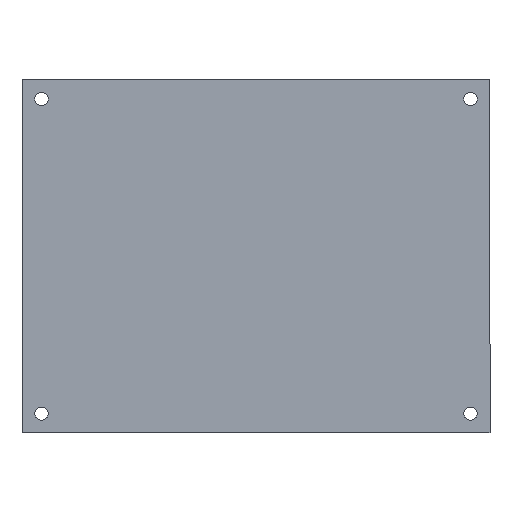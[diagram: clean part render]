
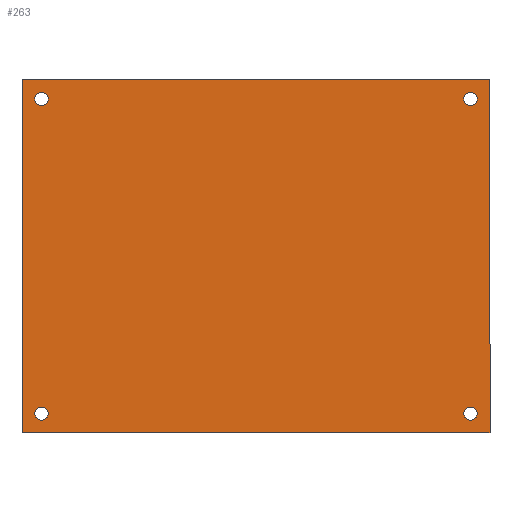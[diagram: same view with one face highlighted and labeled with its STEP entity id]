
A CAD part, top view. The second image highlights one B-rep face of the part: STEP entity #263.
In plain terms, the highlighted planar face has unit normal (0, 0, 1).
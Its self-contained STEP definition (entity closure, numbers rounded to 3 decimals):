
#6 = LINE ( 'NONE', #261, #314 ) ;
#8 = LINE ( 'NONE', #46, #89 ) ;
#12 = DIRECTION ( 'NONE',  ( 0., -1., 0. ) ) ;
#17 = AXIS2_PLACEMENT_3D ( 'NONE', #76, #71, #106 ) ;
#26 = AXIS2_PLACEMENT_3D ( 'NONE', #77, #70, #220 ) ;
#27 = CIRCLE ( 'NONE', #91, 1.7 ) ;
#28 = VERTEX_POINT ( 'NONE', #262 ) ;
#36 = ORIENTED_EDGE ( 'NONE', *, *, #482, .F. ) ;
#37 = CARTESIAN_POINT ( 'NONE',  ( 6.7, 85.544, 3. ) ) ;
#38 = DIRECTION ( 'NONE',  ( 0., 0., 1. ) ) ;
#42 = AXIS2_PLACEMENT_3D ( 'NONE', #74, #370, #47 ) ;
#44 = CARTESIAN_POINT ( 'NONE',  ( 120., 0., 3. ) ) ;
#46 = CARTESIAN_POINT ( 'NONE',  ( 0., 90.544, 3. ) ) ;
#47 = DIRECTION ( 'NONE',  ( 1., 0., 0. ) ) ;
#50 = FACE_BOUND ( 'NONE', #347, .T. ) ;
#59 = EDGE_CURVE ( 'NONE', #139, #390, #451, .T. ) ;
#60 = ORIENTED_EDGE ( 'NONE', *, *, #59, .T. ) ;
#62 = VERTEX_POINT ( 'NONE', #185 ) ;
#65 = EDGE_CURVE ( 'NONE', #321, #276, #247, .T. ) ;
#70 = DIRECTION ( 'NONE',  ( 0., 0., 1. ) ) ;
#71 = DIRECTION ( 'NONE',  ( 0., 0., 1. ) ) ;
#74 = CARTESIAN_POINT ( 'NONE',  ( 115., 85.544, 3. ) ) ;
#76 = CARTESIAN_POINT ( 'NONE',  ( 5., 85.544, 3. ) ) ;
#77 = CARTESIAN_POINT ( 'NONE',  ( 5., 85.544, 3. ) ) ;
#81 = DIRECTION ( 'NONE',  ( 0., 0., 1. ) ) ;
#83 = EDGE_CURVE ( 'NONE', #168, #62, #133, .T. ) ;
#89 = VECTOR ( 'NONE', #12, 1000. ) ;
#91 = AXIS2_PLACEMENT_3D ( 'NONE', #173, #176, #358 ) ;
#94 = VERTEX_POINT ( 'NONE', #44 ) ;
#95 = EDGE_LOOP ( 'NONE', ( #181, #114 ) ) ;
#96 = EDGE_CURVE ( 'NONE', #276, #321, #400, .T. ) ;
#97 = EDGE_LOOP ( 'NONE', ( #344, #153 ) ) ;
#106 = DIRECTION ( 'NONE',  ( 1., 0., 0. ) ) ;
#112 = ORIENTED_EDGE ( 'NONE', *, *, #125, .T. ) ;
#114 = ORIENTED_EDGE ( 'NONE', *, *, #83, .F. ) ;
#119 = DIRECTION ( 'NONE',  ( 1., 0., 0. ) ) ;
#125 = EDGE_CURVE ( 'NONE', #390, #150, #8, .T. ) ;
#130 = ORIENTED_EDGE ( 'NONE', *, *, #65, .F. ) ;
#132 = VERTEX_POINT ( 'NONE', #37 ) ;
#133 = CIRCLE ( 'NONE', #439, 1.7 ) ;
#139 = VERTEX_POINT ( 'NONE', #256 ) ;
#143 = CARTESIAN_POINT ( 'NONE',  ( 5., 4.837, 3. ) ) ;
#149 = CIRCLE ( 'NONE', #174, 1.7 ) ;
#150 = VERTEX_POINT ( 'NONE', #227 ) ;
#153 = ORIENTED_EDGE ( 'NONE', *, *, #471, .F. ) ;
#168 = VERTEX_POINT ( 'NONE', #332 ) ;
#172 = VECTOR ( 'NONE', #374, 1000. ) ;
#173 = CARTESIAN_POINT ( 'NONE',  ( 5., 4.837, 3. ) ) ;
#174 = AXIS2_PLACEMENT_3D ( 'NONE', #143, #38, #401 ) ;
#176 = DIRECTION ( 'NONE',  ( 0., 0., 1. ) ) ;
#177 = EDGE_CURVE ( 'NONE', #132, #371, #231, .T. ) ;
#181 = ORIENTED_EDGE ( 'NONE', *, *, #305, .F. ) ;
#184 = CARTESIAN_POINT ( 'NONE',  ( 0., 0., 3. ) ) ;
#185 = CARTESIAN_POINT ( 'NONE',  ( 116.7, 4.837, 3. ) ) ;
#191 = CARTESIAN_POINT ( 'NONE',  ( 115., 4.837, 3. ) ) ;
#192 = DIRECTION ( 'NONE',  ( 0., 0., 1. ) ) ;
#193 = AXIS2_PLACEMENT_3D ( 'NONE', #235, #266, #299 ) ;
#197 = EDGE_LOOP ( 'NONE', ( #359, #36 ) ) ;
#220 = DIRECTION ( 'NONE',  ( 1., 0., 0. ) ) ;
#222 = VERTEX_POINT ( 'NONE', #349 ) ;
#227 = CARTESIAN_POINT ( 'NONE',  ( 0., 0., 3. ) ) ;
#231 = CIRCLE ( 'NONE', #26, 1.7 ) ;
#235 = CARTESIAN_POINT ( 'NONE',  ( 0., 0., 3. ) ) ;
#240 = CARTESIAN_POINT ( 'NONE',  ( 115., 4.837, 3. ) ) ;
#247 = CIRCLE ( 'NONE', #42, 1.7 ) ;
#248 = CARTESIAN_POINT ( 'NONE',  ( 3.3, 85.544, 3. ) ) ;
#253 = LINE ( 'NONE', #184, #411 ) ;
#256 = CARTESIAN_POINT ( 'NONE',  ( 120., 90.544, 3. ) ) ;
#261 = CARTESIAN_POINT ( 'NONE',  ( 120., 90.544, 3. ) ) ;
#262 = CARTESIAN_POINT ( 'NONE',  ( 6.7, 4.837, 3. ) ) ;
#263 = ADVANCED_FACE ( 'NONE', ( #417, #460, #346, #50, #340 ), #415, .T. ) ;
#266 = DIRECTION ( 'NONE',  ( 0., 0., 1. ) ) ;
#269 = AXIS2_PLACEMENT_3D ( 'NONE', #364, #192, #337 ) ;
#276 = VERTEX_POINT ( 'NONE', #380 ) ;
#288 = DIRECTION ( 'NONE',  ( 0., 1., 0. ) ) ;
#299 = DIRECTION ( 'NONE',  ( 1., 0., 0. ) ) ;
#305 = EDGE_CURVE ( 'NONE', #62, #168, #408, .T. ) ;
#311 = CARTESIAN_POINT ( 'NONE',  ( 116.7, 85.544, 3. ) ) ;
#314 = VECTOR ( 'NONE', #288, 1000. ) ;
#321 = VERTEX_POINT ( 'NONE', #311 ) ;
#326 = EDGE_CURVE ( 'NONE', #28, #222, #27, .T. ) ;
#327 = DIRECTION ( 'NONE',  ( 1., 0., 0. ) ) ;
#332 = CARTESIAN_POINT ( 'NONE',  ( 113.3, 4.837, 3. ) ) ;
#333 = EDGE_LOOP ( 'NONE', ( #112, #341, #366, #60 ) ) ;
#337 = DIRECTION ( 'NONE',  ( 1., 0., 0. ) ) ;
#340 = FACE_OUTER_BOUND ( 'NONE', #333, .T. ) ;
#341 = ORIENTED_EDGE ( 'NONE', *, *, #449, .T. ) ;
#344 = ORIENTED_EDGE ( 'NONE', *, *, #326, .F. ) ;
#346 = FACE_BOUND ( 'NONE', #97, .T. ) ;
#347 = EDGE_LOOP ( 'NONE', ( #130, #350 ) ) ;
#349 = CARTESIAN_POINT ( 'NONE',  ( 3.3, 4.837, 3. ) ) ;
#350 = ORIENTED_EDGE ( 'NONE', *, *, #96, .F. ) ;
#358 = DIRECTION ( 'NONE',  ( 1., 0., 0. ) ) ;
#359 = ORIENTED_EDGE ( 'NONE', *, *, #177, .F. ) ;
#364 = CARTESIAN_POINT ( 'NONE',  ( 115., 85.544, 3. ) ) ;
#366 = ORIENTED_EDGE ( 'NONE', *, *, #467, .T. ) ;
#370 = DIRECTION ( 'NONE',  ( 0., 0., 1. ) ) ;
#371 = VERTEX_POINT ( 'NONE', #248 ) ;
#372 = CARTESIAN_POINT ( 'NONE',  ( 0., 90.544, 3. ) ) ;
#374 = DIRECTION ( 'NONE',  ( -1., 0., 0. ) ) ;
#380 = CARTESIAN_POINT ( 'NONE',  ( 113.3, 85.544, 3. ) ) ;
#390 = VERTEX_POINT ( 'NONE', #475 ) ;
#400 = CIRCLE ( 'NONE', #269, 1.7 ) ;
#401 = DIRECTION ( 'NONE',  ( 1., 0., 0. ) ) ;
#406 = DIRECTION ( 'NONE',  ( 0., 0., 1. ) ) ;
#408 = CIRCLE ( 'NONE', #476, 1.7 ) ;
#411 = VECTOR ( 'NONE', #327, 1000. ) ;
#415 = PLANE ( 'NONE',  #193 ) ;
#417 = FACE_BOUND ( 'NONE', #197, .T. ) ;
#439 = AXIS2_PLACEMENT_3D ( 'NONE', #191, #406, #119 ) ;
#449 = EDGE_CURVE ( 'NONE', #150, #94, #253, .T. ) ;
#451 = LINE ( 'NONE', #372, #172 ) ;
#453 = DIRECTION ( 'NONE',  ( 1., 0., 0. ) ) ;
#460 = FACE_BOUND ( 'NONE', #95, .T. ) ;
#466 = CIRCLE ( 'NONE', #17, 1.7 ) ;
#467 = EDGE_CURVE ( 'NONE', #94, #139, #6, .T. ) ;
#471 = EDGE_CURVE ( 'NONE', #222, #28, #149, .T. ) ;
#475 = CARTESIAN_POINT ( 'NONE',  ( 0., 90.544, 3. ) ) ;
#476 = AXIS2_PLACEMENT_3D ( 'NONE', #240, #81, #453 ) ;
#482 = EDGE_CURVE ( 'NONE', #371, #132, #466, .T. ) ;
